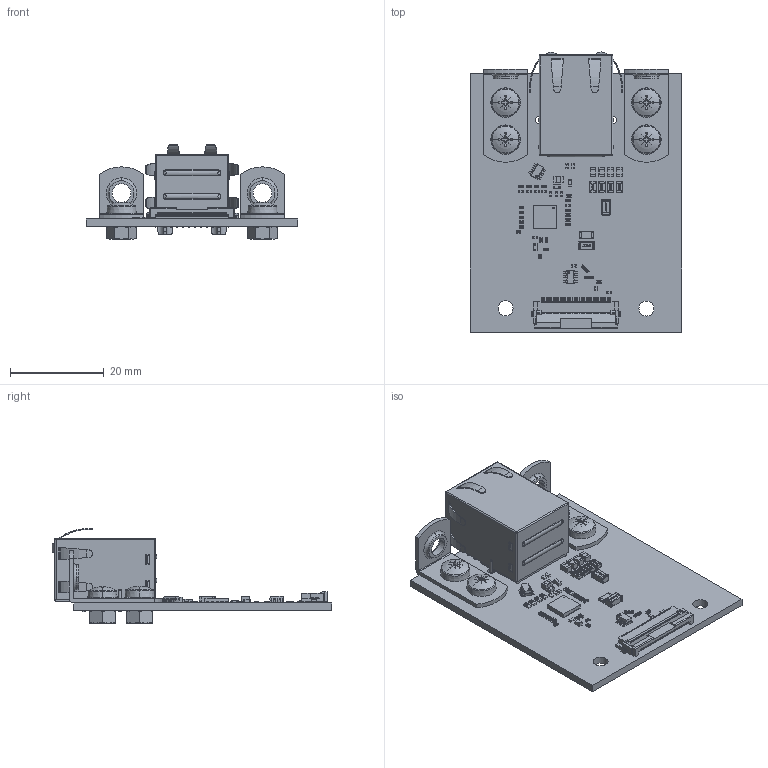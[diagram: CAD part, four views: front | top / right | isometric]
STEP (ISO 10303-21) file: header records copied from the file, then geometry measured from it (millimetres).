
FILE_DESCRIPTION(('Open CASCADE Model'),'2;1');
FILE_NAME('Open CASCADE Shape Model','2024-02-08T14:09:47',('Author'),( 'Open CASCADE'),'Open CASCADE STEP processor 7.6','Open CASCADE 7.5' ,'Unknown');
FILE_SCHEMA(('AUTOMOTIVE_DESIGN_CC2 { 1 2 10303 214 -1 1 5 4 }'));
Length unit declared in the file: millimetre
Products named in the file (83): PCB; Board; Open CASCADE STEP translator 7.5 94.1.1; R34; User Library-User Library-RES0402-2; J2; FH12S-30S-0.5SH_RGB8421504; FH12S-30S-0.5SH_Èª; U2; User Library-SOT23-6-2; U1; User Library-QFN32-1; R32; R31; R30; R29; R25; R24; R23; R20; R19; R18; R15; R14; R13; SW3dPS-R1206; R12; R11; R10; R9; R8; R7; R6; R5; R4; User Library-RES_2013-0805; R3; R2; R1; JP4 ...
Assembly tree (142 placements, depth 4):
  PCB
    Board
      Open CASCADE STEP translator 7.5 94.1.1
    R34
      User Library-User Library-RES0402-2
    J2
      FH12S-30S-0.5SH_RGB8421504
        FH12S-30S-0.5SH_Èª
    U2
      User Library-SOT23-6-2
    U1
      User Library-QFN32-1
    R32
      User Library-User Library-RES0402-2
    R31
      User Library-User Library-RES0402-2
    R30
      User Library-User Library-RES0402-2
    R29
      User Library-User Library-RES0402-2
    R25
      User Library-User Library-RES0402-2
    R24
      User Library-User Library-RES0402-2
    R23
      User Library-User Library-RES0402-2
    R20
      User Library-User Library-RES0402-2
    R19
      User Library-User Library-RES0402-2
    R18
      User Library-User Library-RES0402-2
    R15
      User Library-User Library-RES0402-2
    R14
      User Library-User Library-RES0402-2
    R13
      SW3dPS-R1206
    R12
      User Library-User Library-RES0402-2
    R11
      User Library-User Library-RES0402-2
    R10
      User Library-User Library-RES0402-2
    R9
      User Library-User Library-RES0402-2
    R8
      User Library-User Library-RES0402-2
    R7
      User Library-User Library-RES0402-2
    R6
      User Library-User Library-RES0402-2
    R5
      User Library-User Library-RES0402-2
    R4
      User Library-RES_2013-0805
    R3
      User Library-RES_2013-0805
    R2
      User Library-RES_2013-0805
Bounding box: 45 x 59.6 x 20.12 mm (x, y, z)
Volume: 8711.5 mm3; surface area: 11348.6 mm2
Topology: 167 solids, 167 shells, 8539 faces, 21582 edges, 13222 vertices
Faces by surface type: plane 4788, cylinder 2052, bspline 1087, sphere 506, cone 56, torus 42, revolution 8
Full cylindrical faces by diameter (mm): 0.9 x10, 1 x4, 1.6 x2, 3.2 x2, 3.25 x2
Entity records: 102505 total; most frequent: CARTESIAN_POINT 27288, ORIENTED_EDGE 14664, DIRECTION 13660, EDGE_CURVE 7332, LINE 5650, VECTOR 5650, VERTEX_POINT 4753, AXIS2_PLACEMENT_3D 4004
